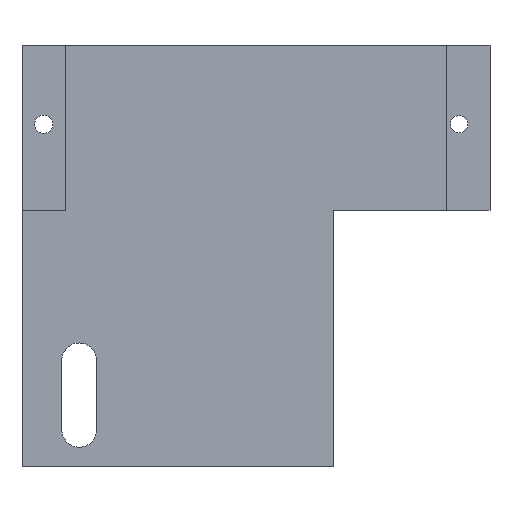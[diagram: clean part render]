
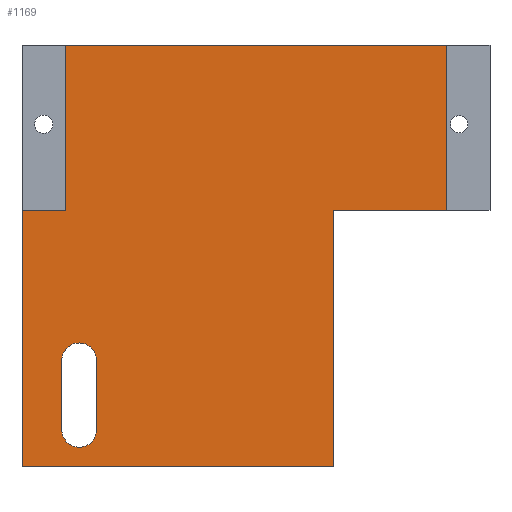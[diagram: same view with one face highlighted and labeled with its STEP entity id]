
A CAD part, front view. The second image highlights one B-rep face of the part: STEP entity #1169.
In plain terms, the highlighted planar face has unit normal (0, -1, 0).
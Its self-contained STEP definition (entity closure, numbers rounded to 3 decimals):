
#27=FACE_BOUND('',#105,.T.);
#37=CIRCLE('',#1252,4.);
#38=CIRCLE('',#1253,4.);
#45=FACE_OUTER_BOUND('',#104,.T.);
#104=EDGE_LOOP('',(#776,#777,#778,#779,#780,#781,#782,#783));
#105=EDGE_LOOP('',(#784,#785,#786,#787));
#173=LINE('',#1619,#334);
#174=LINE('',#1621,#335);
#175=LINE('',#1623,#336);
#176=LINE('',#1625,#337);
#177=LINE('',#1627,#338);
#178=LINE('',#1629,#339);
#179=LINE('',#1631,#340);
#180=LINE('',#1632,#341);
#181=LINE('',#1635,#342);
#182=LINE('',#1639,#343);
#334=VECTOR('',#1322,10.);
#335=VECTOR('',#1323,10.);
#336=VECTOR('',#1324,10.);
#337=VECTOR('',#1325,10.);
#338=VECTOR('',#1326,10.);
#339=VECTOR('',#1327,10.);
#340=VECTOR('',#1328,10.);
#341=VECTOR('',#1329,10.);
#342=VECTOR('',#1330,10.);
#343=VECTOR('',#1333,10.);
#495=VERTEX_POINT('',#1617);
#496=VERTEX_POINT('',#1618);
#497=VERTEX_POINT('',#1620);
#498=VERTEX_POINT('',#1622);
#499=VERTEX_POINT('',#1624);
#500=VERTEX_POINT('',#1626);
#501=VERTEX_POINT('',#1628);
#502=VERTEX_POINT('',#1630);
#503=VERTEX_POINT('',#1633);
#504=VERTEX_POINT('',#1634);
#505=VERTEX_POINT('',#1636);
#506=VERTEX_POINT('',#1638);
#607=EDGE_CURVE('',#495,#496,#173,.T.);
#608=EDGE_CURVE('',#496,#497,#174,.T.);
#609=EDGE_CURVE('',#497,#498,#175,.T.);
#610=EDGE_CURVE('',#498,#499,#176,.T.);
#611=EDGE_CURVE('',#500,#499,#177,.T.);
#612=EDGE_CURVE('',#501,#500,#178,.T.);
#613=EDGE_CURVE('',#502,#501,#179,.T.);
#614=EDGE_CURVE('',#502,#495,#180,.T.);
#615=EDGE_CURVE('',#503,#504,#181,.T.);
#616=EDGE_CURVE('',#504,#505,#37,.T.);
#617=EDGE_CURVE('',#505,#506,#182,.T.);
#618=EDGE_CURVE('',#506,#503,#38,.T.);
#776=ORIENTED_EDGE('',*,*,#607,.T.);
#777=ORIENTED_EDGE('',*,*,#608,.T.);
#778=ORIENTED_EDGE('',*,*,#609,.T.);
#779=ORIENTED_EDGE('',*,*,#610,.T.);
#780=ORIENTED_EDGE('',*,*,#611,.F.);
#781=ORIENTED_EDGE('',*,*,#612,.F.);
#782=ORIENTED_EDGE('',*,*,#613,.F.);
#783=ORIENTED_EDGE('',*,*,#614,.T.);
#784=ORIENTED_EDGE('',*,*,#615,.T.);
#785=ORIENTED_EDGE('',*,*,#616,.T.);
#786=ORIENTED_EDGE('',*,*,#617,.T.);
#787=ORIENTED_EDGE('',*,*,#618,.T.);
#1114=PLANE('',#1251);
#1169=ADVANCED_FACE('',(#45,#27),#1114,.T.);
#1251=AXIS2_PLACEMENT_3D('',#1616,#1320,#1321);
#1252=AXIS2_PLACEMENT_3D('',#1637,#1331,#1332);
#1253=AXIS2_PLACEMENT_3D('',#1640,#1334,#1335);
#1320=DIRECTION('center_axis',(0.,-1.,0.));
#1321=DIRECTION('ref_axis',(0.,0.,-1.));
#1322=DIRECTION('',(-1.,0.,0.));
#1323=DIRECTION('',(0.,0.,-1.));
#1324=DIRECTION('',(1.,0.,0.));
#1325=DIRECTION('',(0.,0.,1.));
#1326=DIRECTION('',(-1.,0.,0.));
#1327=DIRECTION('',(0.,0.,-1.));
#1328=DIRECTION('',(1.,0.,0.));
#1329=DIRECTION('',(0.,0.,-1.));
#1330=DIRECTION('',(0.,0.,1.));
#1331=DIRECTION('center_axis',(0.,1.,0.));
#1332=DIRECTION('ref_axis',(1.,0.,0.));
#1333=DIRECTION('',(0.,0.,-1.));
#1334=DIRECTION('center_axis',(0.,1.,0.));
#1335=DIRECTION('ref_axis',(-1.,0.,0.));
#1616=CARTESIAN_POINT('Origin',(3.391,-13.804,-22.5));
#1617=CARTESIAN_POINT('',(-34.186,-13.804,0.));
#1618=CARTESIAN_POINT('',(-44.198,-13.804,0.));
#1619=CARTESIAN_POINT('',(-17.978,-13.804,0.));
#1620=CARTESIAN_POINT('',(-44.198,-13.804,-59.));
#1621=CARTESIAN_POINT('',(-44.198,-13.804,7.75));
#1622=CARTESIAN_POINT('',(27.554,-13.804,-59.));
#1623=CARTESIAN_POINT('',(-30.404,-13.804,-59.));
#1624=CARTESIAN_POINT('',(27.554,-13.804,0.));
#1625=CARTESIAN_POINT('',(27.554,-13.804,-40.75));
#1626=CARTESIAN_POINT('',(53.454,-13.804,0.));
#1627=CARTESIAN_POINT('',(49.254,-13.804,0.));
#1628=CARTESIAN_POINT('',(53.454,-13.804,38.));
#1629=CARTESIAN_POINT('',(53.454,-13.804,38.));
#1630=CARTESIAN_POINT('',(-34.186,-13.804,38.));
#1631=CARTESIAN_POINT('',(49.254,-13.804,38.));
#1632=CARTESIAN_POINT('',(-34.186,-13.804,7.75));
#1633=CARTESIAN_POINT('',(-35.04,-13.804,-50.494));
#1634=CARTESIAN_POINT('',(-35.04,-13.804,-34.494));
#1635=CARTESIAN_POINT('',(-35.04,-13.804,-36.497));
#1636=CARTESIAN_POINT('',(-27.04,-13.804,-34.494));
#1637=CARTESIAN_POINT('Origin',(-31.04,-13.804,-34.494));
#1638=CARTESIAN_POINT('',(-27.04,-13.804,-50.494));
#1639=CARTESIAN_POINT('',(-27.04,-13.804,-28.497));
#1640=CARTESIAN_POINT('Origin',(-31.04,-13.804,-50.494));
